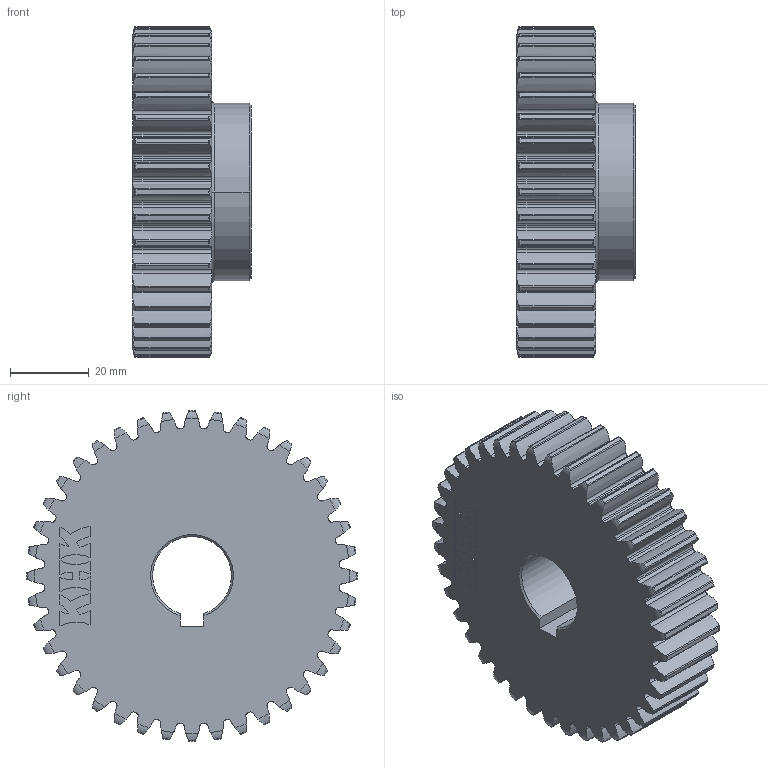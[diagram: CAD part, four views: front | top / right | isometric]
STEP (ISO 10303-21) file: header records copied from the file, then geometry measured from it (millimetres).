
FILE_DESCRIPTION((''),'2;1');
FILE_NAME('MSGA2-40','2022-03-17T',('SYSTEM'),(''),'PRO/ENGINEER BY PARAMETRIC TECHNOLOGY CORPORATION, 2016360','PRO/ENGINEER BY PARAMETRIC TECHNOLOGY CORPORATION, 2016360','');
FILE_SCHEMA(('AUTOMOTIVE_DESIGN { 1 0 10303 214 1 1 1 1 }'));
Length unit declared in the file: millimetre
Products named in the file (1): MSGA2-40
Bounding box: 30 x 84 x 84 mm (x, y, z)
Volume: 105640.8 mm3; surface area: 22406.2 mm2
Topology: 1 solids, 1 shells, 577 faces, 1700 edges, 1132 vertices
Faces by surface type: cylinder 291, torus 162, extrusion 80, plane 40, cone 4
Entity records: 29290 total; most frequent: CARTESIAN_POINT 8893, ORIENTED_EDGE 3400, DIRECTION 2720, PRESENTATION_STYLE_ASSIGNMENT 1755, STYLED_ITEM 1745, CURVE_STYLE 1700, EDGE_CURVE 1700, VERTEX_POINT 1132
